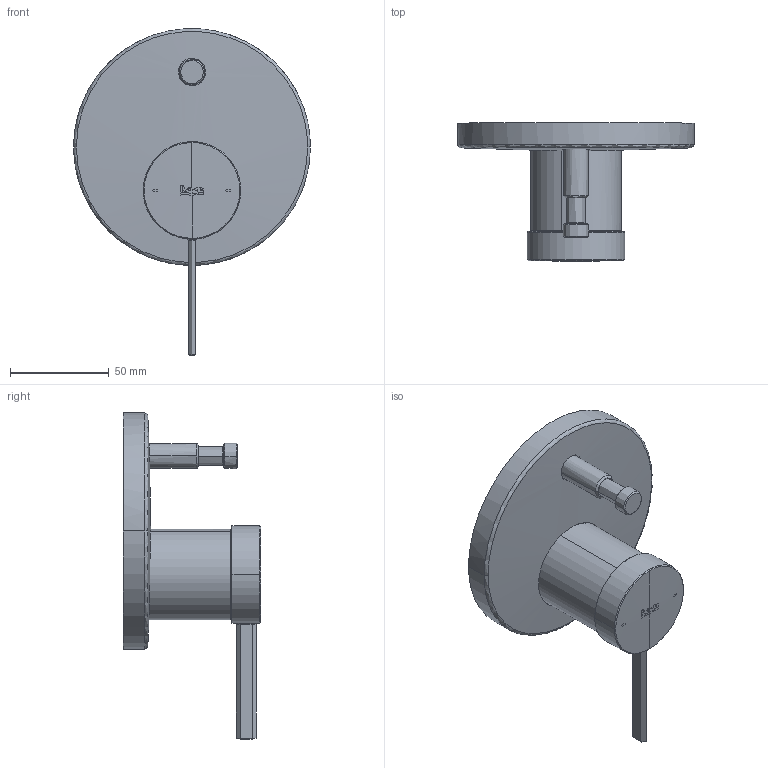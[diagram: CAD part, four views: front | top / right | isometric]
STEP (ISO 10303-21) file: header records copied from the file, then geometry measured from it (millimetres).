
FILE_DESCRIPTION(/* description */ (''),/* implementation_level */ '2;1');
FILE_NAME(/* name */ 'STEP - A5A069E..A_13697',/* time_stamp */ '2024-10-24T14:55:09+11:00',/* author */ (''),/* organization */ (''),/* preprocessor_version */ 'ST-DEVELOPER v16.5',/* originating_system */ 'Rhino 7.37',/* authorisation */ '');
FILE_SCHEMA (('CONFIG_CONTROL_DESIGN'));
Length unit declared in the file: millimetre
Products named in the file (1): Document
Bounding box: 120 x 69.9 x 165.39 mm (x, y, z)
Volume: 56953.6 mm3; surface area: 97003.7 mm2
Topology: 21 solids, 33 shells, 3626 faces, 9167 edges, 5487 vertices
Faces by surface type: bspline 1539, cylinder 1065, plane 1022
Entity records: 242556 total; most frequent: CARTESIAN_POINT 186604, ORIENTED_EDGE 17910, EDGE_CURVE 9020, VERTEX_POINT 5487, B_SPLINE_CURVE_WITH_KNOTS 4877, EDGE_LOOP 3760, ADVANCED_FACE 3626, FACE_OUTER_BOUND 3626
